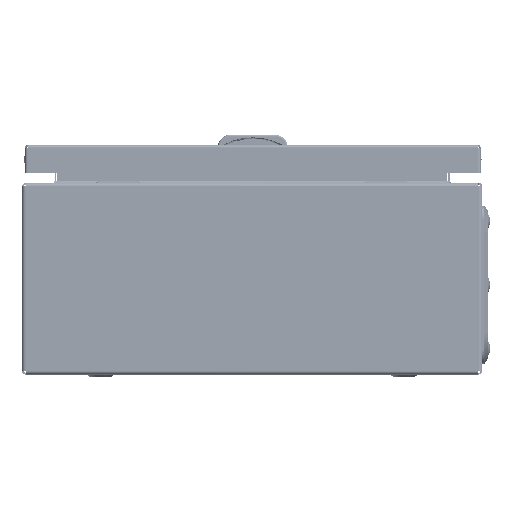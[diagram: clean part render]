
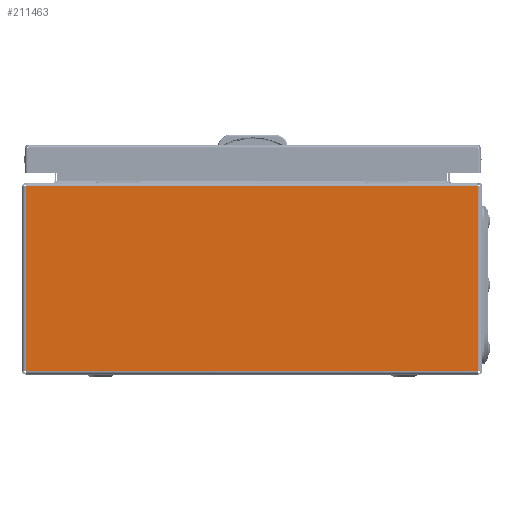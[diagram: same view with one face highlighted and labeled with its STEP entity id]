
A CAD part, left-side view. The second image highlights one B-rep face of the part: STEP entity #211463.
In plain terms, the highlighted planar face has unit normal (-1, 0, 0).
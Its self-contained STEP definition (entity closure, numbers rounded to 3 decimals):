
#5660 = VERTEX_POINT ( 'NONE', #87770 ) ;
#10343 = DIRECTION ( 'NONE',  ( 0., 0., 1. ) ) ;
#10452 = EDGE_LOOP ( 'NONE', ( #23639, #198553, #189634, #136883, #50534, #184698, #287743 ) ) ;
#12886 = VECTOR ( 'NONE', #50009, 1000. ) ;
#16746 = LINE ( 'NONE', #337155, #158356 ) ;
#23639 = ORIENTED_EDGE ( 'NONE', *, *, #65001, .F. ) ;
#27512 = CARTESIAN_POINT ( 'NONE',  ( -1.2, 60.1, 147. ) ) ;
#31817 = CARTESIAN_POINT ( 'NONE',  ( -1.2, -60.1, 148.8 ) ) ;
#32280 = CARTESIAN_POINT ( 'NONE',  ( -1.2, 60.1, -147.6 ) ) ;
#33073 = LINE ( 'NONE', #257361, #250054 ) ;
#35941 = CARTESIAN_POINT ( 'NONE',  ( -1.2, -60.1, 148.8 ) ) ;
#50009 = DIRECTION ( 'NONE',  ( 0., 0., 1. ) ) ;
#50534 = ORIENTED_EDGE ( 'NONE', *, *, #137924, .F. ) ;
#60039 = AXIS2_PLACEMENT_3D ( 'NONE', #226586, #113977, #312151 ) ;
#60969 = VERTEX_POINT ( 'NONE', #147389 ) ;
#65001 = EDGE_CURVE ( 'NONE', #204877, #5660, #16746, .T. ) ;
#72436 = EDGE_CURVE ( 'NONE', #5660, #192093, #291693, .T. ) ;
#74320 = VECTOR ( 'NONE', #229815, 1000. ) ;
#81465 = CARTESIAN_POINT ( 'NONE',  ( -1.2, 60.1, -147.6 ) ) ;
#82318 = EDGE_CURVE ( 'NONE', #212644, #287127, #33073, .T. ) ;
#84522 = DIRECTION ( 'NONE',  ( 0., -1., 0. ) ) ;
#85509 = PLANE ( 'NONE',  #60039 ) ;
#87770 = CARTESIAN_POINT ( 'NONE',  ( -1.2, -60.1, 147. ) ) ;
#100939 = LINE ( 'NONE', #280718, #251414 ) ;
#113977 = DIRECTION ( 'NONE',  ( 1., 0., 0. ) ) ;
#114371 = CARTESIAN_POINT ( 'NONE',  ( -1.2, 60.1, -147.3 ) ) ;
#128194 = CARTESIAN_POINT ( 'NONE',  ( -1.2, -60.1, 146.95 ) ) ;
#134642 = EDGE_CURVE ( 'NONE', #60969, #192093, #314085, .T. ) ;
#136630 = CARTESIAN_POINT ( 'NONE',  ( -1.2, -60.1, -147.55 ) ) ;
#136883 = ORIENTED_EDGE ( 'NONE', *, *, #155168, .T. ) ;
#137562 = EDGE_CURVE ( 'NONE', #204877, #287127, #100939, .T. ) ;
#137924 = EDGE_CURVE ( 'NONE', #60969, #286725, #366717, .T. ) ;
#139629 = DIRECTION ( 'NONE',  ( 0., 0., -1. ) ) ;
#141025 = VECTOR ( 'NONE', #175754, 1000. ) ;
#147389 = CARTESIAN_POINT ( 'NONE',  ( -1.2, -60.1, -147.55 ) ) ;
#155168 = EDGE_CURVE ( 'NONE', #212644, #286725, #160648, .T. ) ;
#158356 = VECTOR ( 'NONE', #84522, 1000. ) ;
#160648 = LINE ( 'NONE', #32280, #244838 ) ;
#175754 = DIRECTION ( 'NONE',  ( 0., 0., -1. ) ) ;
#184698 = ORIENTED_EDGE ( 'NONE', *, *, #134642, .T. ) ;
#189634 = ORIENTED_EDGE ( 'NONE', *, *, #82318, .F. ) ;
#192093 = VERTEX_POINT ( 'NONE', #128194 ) ;
#198553 = ORIENTED_EDGE ( 'NONE', *, *, #137562, .T. ) ;
#204877 = VERTEX_POINT ( 'NONE', #27512 ) ;
#211463 = ADVANCED_FACE ( 'NONE', ( #323384 ), #85509, .F. ) ;
#212644 = VERTEX_POINT ( 'NONE', #81465 ) ;
#226586 = CARTESIAN_POINT ( 'NONE',  ( -1.2, -60.1, -148.8 ) ) ;
#229815 = DIRECTION ( 'NONE',  ( 0., 0., -1. ) ) ;
#230281 = DIRECTION ( 'NONE',  ( 0., -1., 0. ) ) ;
#244838 = VECTOR ( 'NONE', #230281, 1000. ) ;
#246965 = CARTESIAN_POINT ( 'NONE',  ( -1.2, -60.1, -147.6 ) ) ;
#250054 = VECTOR ( 'NONE', #10343, 1000. ) ;
#251414 = VECTOR ( 'NONE', #139629, 1000. ) ;
#257361 = CARTESIAN_POINT ( 'NONE',  ( -1.2, 60.1, 148.8 ) ) ;
#280718 = CARTESIAN_POINT ( 'NONE',  ( -1.2, 60.1, 147. ) ) ;
#286725 = VERTEX_POINT ( 'NONE', #246965 ) ;
#287127 = VERTEX_POINT ( 'NONE', #114371 ) ;
#287743 = ORIENTED_EDGE ( 'NONE', *, *, #72436, .F. ) ;
#291693 = LINE ( 'NONE', #35941, #141025 ) ;
#312151 = DIRECTION ( 'NONE',  ( 0., 0., -1. ) ) ;
#314085 = LINE ( 'NONE', #136630, #12886 ) ;
#323384 = FACE_OUTER_BOUND ( 'NONE', #10452, .T. ) ;
#337155 = CARTESIAN_POINT ( 'NONE',  ( -1.2, 60.1, 147. ) ) ;
#366717 = LINE ( 'NONE', #31817, #74320 ) ;
